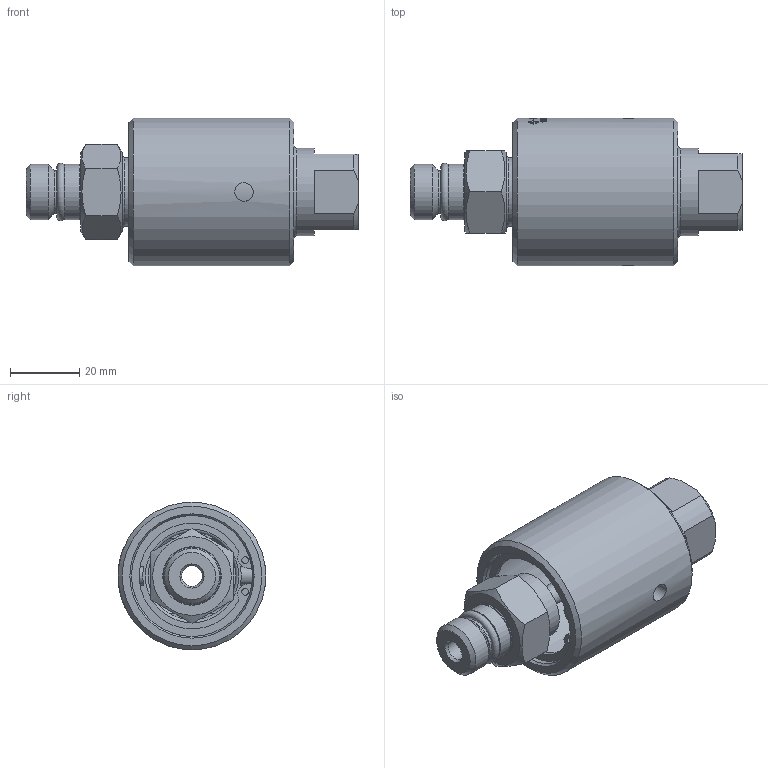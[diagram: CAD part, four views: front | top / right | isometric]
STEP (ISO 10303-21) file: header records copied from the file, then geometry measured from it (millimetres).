
FILE_DESCRIPTION(/* description */ (''),/* implementation_level */ '2;1');
FILE_NAME(/* name */ '1101-339-259-IC.stp',/* time_stamp */ '2020-05-13T15:01:19-05:00',/* author */ ('Moorera'),/* organization */ (''),/* preprocessor_version */ 'ST-DEVELOPER v18.1',/* originating_system */ 'Autodesk Inventor 2020',/* authorisation */ '');
FILE_SCHEMA (('AUTOMOTIVE_DESIGN { 1 0 10303 214 3 1 1 }'));
Products named in the file (1): 1101-339-259-IC
Bounding box: 96.12 x 42.8 x 42.8 mm (x, y, z)
Volume: 78550.9 mm3; surface area: 16365.7 mm2
Topology: 2 solids, 2 shells, 377 faces, 1019 edges, 686 vertices
Faces by surface type: bspline 193, plane 107, cylinder 54, cone 16, torus 7
Full cylindrical faces by diameter (mm): 1.981 x2, 5.359 x2, 6 x1, 12.12 x1, 16 x1, 16.025 x1, 20 x1, 25.4 x1, 35.05 x1, 37.19 x1, 42.8 x1
Entity records: 55639 total; most frequent: CARTESIAN_POINT 46870, ORIENTED_EDGE 2038, DIRECTION 1363, EDGE_CURVE 1019, VERTEX_POINT 686, AXIS2_PLACEMENT_3D 495, EDGE_LOOP 423, FACE_OUTER_BOUND 377
